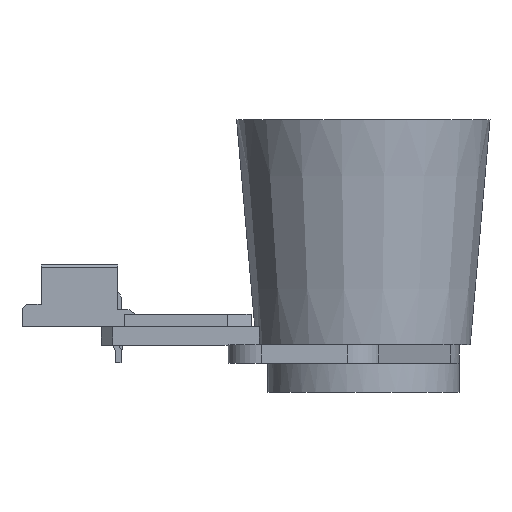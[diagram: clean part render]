
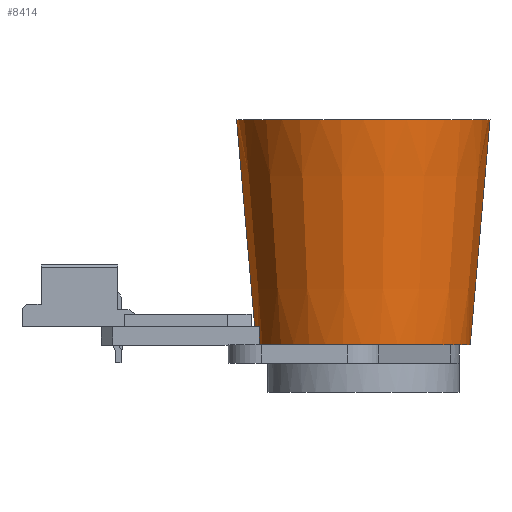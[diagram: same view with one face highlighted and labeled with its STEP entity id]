
A CAD part, front view. The second image highlights one B-rep face of the part: STEP entity #8414.
In plain terms, the highlighted conical face has half-angle 5 degrees and reference radius 9.5 mm.
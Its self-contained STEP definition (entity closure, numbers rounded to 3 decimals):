
#220 = CIRCLE ( 'NONE', #4910, 9.5 ) ;
#246 = EDGE_CURVE ( 'NONE', #4249, #4654, #883, .T. ) ;
#285 = DIRECTION ( 'NONE',  ( 0.087, 0., 0.996 ) ) ;
#467 = ORIENTED_EDGE ( 'NONE', *, *, #8939, .F. ) ;
#578 = ORIENTED_EDGE ( 'NONE', *, *, #1654, .T. ) ;
#883 = LINE ( 'NONE', #5103, #1470 ) ;
#1339 = CARTESIAN_POINT ( 'NONE',  ( 9.5, 0., 0. ) ) ;
#1383 = CARTESIAN_POINT ( 'NONE',  ( -9.5, 0., 0. ) ) ;
#1470 = VECTOR ( 'NONE', #285, 1000. ) ;
#1654 = EDGE_CURVE ( 'NONE', #7184, #2634, #220, .T. ) ;
#2095 = CARTESIAN_POINT ( 'NONE',  ( 11.25, 0., 20. ) ) ;
#2392 = FACE_OUTER_BOUND ( 'NONE', #2692, .T. ) ;
#2634 = VERTEX_POINT ( 'NONE', #8732 ) ;
#2690 = AXIS2_PLACEMENT_3D ( 'NONE', #7210, #6565, #8040 ) ;
#2692 = EDGE_LOOP ( 'NONE', ( #7673, #578, #4045, #4226, #467 ) ) ;
#2704 = CIRCLE ( 'NONE', #7866, 11.25 ) ;
#2829 = AXIS2_PLACEMENT_3D ( 'NONE', #8689, #5999, #7438 ) ;
#3284 = EDGE_CURVE ( 'NONE', #7184, #6052, #6412, .T. ) ;
#3455 = CARTESIAN_POINT ( 'NONE',  ( -9.5, 0., 0. ) ) ;
#3828 = CARTESIAN_POINT ( 'NONE',  ( 0., 0., 20. ) ) ;
#3856 = CIRCLE ( 'NONE', #2829, 9.5 ) ;
#4045 = ORIENTED_EDGE ( 'NONE', *, *, #5689, .T. ) ;
#4226 = ORIENTED_EDGE ( 'NONE', *, *, #246, .T. ) ;
#4249 = VERTEX_POINT ( 'NONE', #1339 ) ;
#4576 = VECTOR ( 'NONE', #5750, 1000. ) ;
#4645 = CARTESIAN_POINT ( 'NONE',  ( -11.25, 0., 20. ) ) ;
#4654 = VERTEX_POINT ( 'NONE', #2095 ) ;
#4777 = CARTESIAN_POINT ( 'NONE',  ( 0., 0., 0. ) ) ;
#4910 = AXIS2_PLACEMENT_3D ( 'NONE', #4777, #5611, #5521 ) ;
#5103 = CARTESIAN_POINT ( 'NONE',  ( 9.5, 0., 0. ) ) ;
#5521 = DIRECTION ( 'NONE',  ( 1., 0., 0. ) ) ;
#5611 = DIRECTION ( 'NONE',  ( 0., 0., 1. ) ) ;
#5689 = EDGE_CURVE ( 'NONE', #2634, #4249, #3856, .T. ) ;
#5750 = DIRECTION ( 'NONE',  ( -0.087, 0., 0.996 ) ) ;
#5999 = DIRECTION ( 'NONE',  ( 0., 0., 1. ) ) ;
#6052 = VERTEX_POINT ( 'NONE', #4645 ) ;
#6412 = LINE ( 'NONE', #1383, #4576 ) ;
#6565 = DIRECTION ( 'NONE',  ( 0., 0., 1. ) ) ;
#6651 = DIRECTION ( 'NONE',  ( 0., 0., 1. ) ) ;
#6980 = CONICAL_SURFACE ( 'NONE', #2690, 9.5, 0.087 ) ;
#7184 = VERTEX_POINT ( 'NONE', #3455 ) ;
#7210 = CARTESIAN_POINT ( 'NONE',  ( 0., 0., 0. ) ) ;
#7438 = DIRECTION ( 'NONE',  ( 1., 0., 0. ) ) ;
#7673 = ORIENTED_EDGE ( 'NONE', *, *, #3284, .F. ) ;
#7866 = AXIS2_PLACEMENT_3D ( 'NONE', #3828, #6651, #8775 ) ;
#8040 = DIRECTION ( 'NONE',  ( 1., 0., 0. ) ) ;
#8414 = ADVANCED_FACE ( 'NONE', ( #2392 ), #6980, .T. ) ;
#8689 = CARTESIAN_POINT ( 'NONE',  ( 0., 0., 0. ) ) ;
#8732 = CARTESIAN_POINT ( 'NONE',  ( 5.932, -7.42, 0. ) ) ;
#8775 = DIRECTION ( 'NONE',  ( 1., 0., 0. ) ) ;
#8939 = EDGE_CURVE ( 'NONE', #6052, #4654, #2704, .T. ) ;
